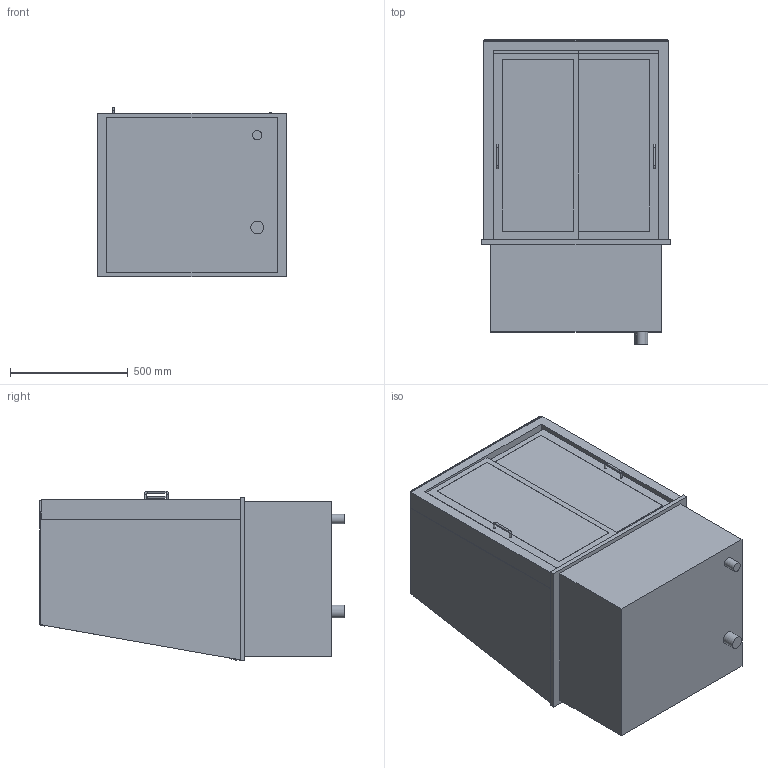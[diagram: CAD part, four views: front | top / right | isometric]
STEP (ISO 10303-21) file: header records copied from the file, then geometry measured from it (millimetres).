
FILE_DESCRIPTION(/* description */ ('Einbaukühlvitrine: zentralgekühlt'),/* implementation_level */ '2;1');
FILE_NAME(/* name */ '3D-AKE-00006481.stp',/* time_stamp */ '2023-05-15T08:26:22+02:00',/* author */ ('marina.schachner'),/* organization */ (''),/* preprocessor_version */ 'ST-DEVELOPER v18.1',/* originating_system */ 'Autodesk Inventor 2020',/* authorisation */ '');
FILE_SCHEMA (('AUTOMOTIVE_DESIGN { 1 0 10303 214 3 1 1 }'));
Length unit declared in the file: millimetre
Products named in the file (1): 3D-AKE-00006481
Bounding box: 800 x 1299 x 721 mm (x, y, z)
Volume: 96918508.7 mm3; surface area: 14123096.2 mm2
Topology: 46 solids, 46 shells, 443 faces, 1057 edges, 710 vertices
Faces by surface type: plane 370, cylinder 69, torus 4
Full cylindrical faces by diameter (mm): 8 x6, 40 x1, 55 x1
Entity records: 12742 total; most frequent: CARTESIAN_POINT 2211, ORIENTED_EDGE 2114, DIRECTION 2111, EDGE_CURVE 1057, LINE 891, VECTOR 891, VERTEX_POINT 710, AXIS2_PLACEMENT_3D 610
